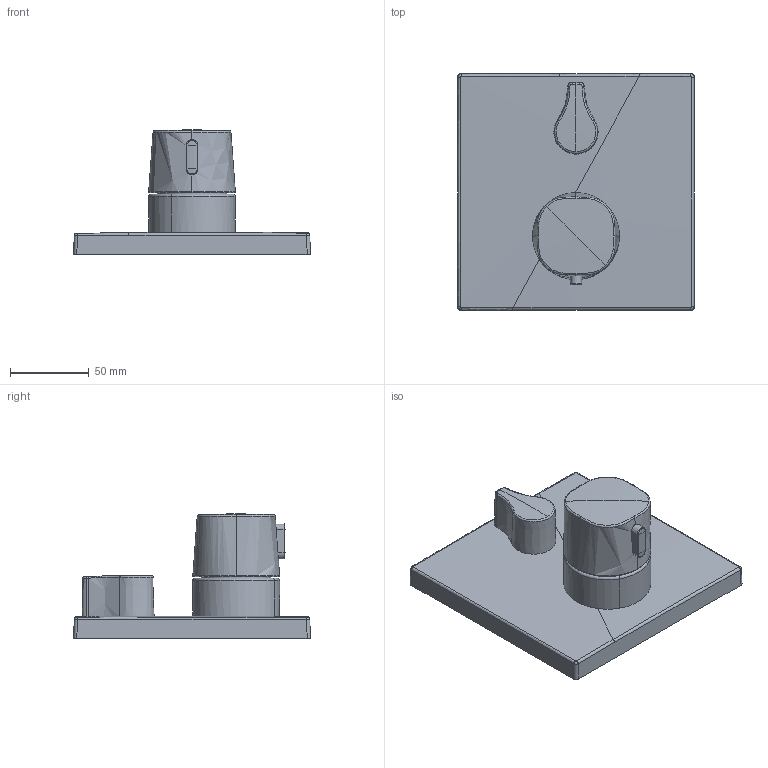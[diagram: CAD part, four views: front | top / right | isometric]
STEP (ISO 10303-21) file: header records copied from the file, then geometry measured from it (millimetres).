
FILE_DESCRIPTION (( 'STEP AP203' ), '1' );
FILE_NAME ('81143562(2018).STEP', '2018-11-12T12:46:01', ( '' ), ( '' ), 'SwSTEP 2.0', 'SolidWorks 2016', '' );
FILE_SCHEMA (( 'CONFIG_CONTROL_DESIGN' ));
Length unit declared in the file: millimetre
Products named in the file (1): 81143562(2018)
Bounding box: 150 x 150 x 78.79 mm (x, y, z)
Volume: 476867.2 mm3; surface area: 67972.4 mm2
Topology: 1 solids, 1 shells, 76 faces, 181 edges, 110 vertices
Faces by surface type: bspline 25, plane 13, torus 12, cylinder 11, sphere 8, cone 7
Entity records: 5634 total; most frequent: CARTESIAN_POINT 3993, ORIENTED_EDGE 362, DIRECTION 279, EDGE_CURVE 181, AXIS2_PLACEMENT_3D 122, VERTEX_POINT 110, EDGE_LOOP 79, ADVANCED_FACE 76
